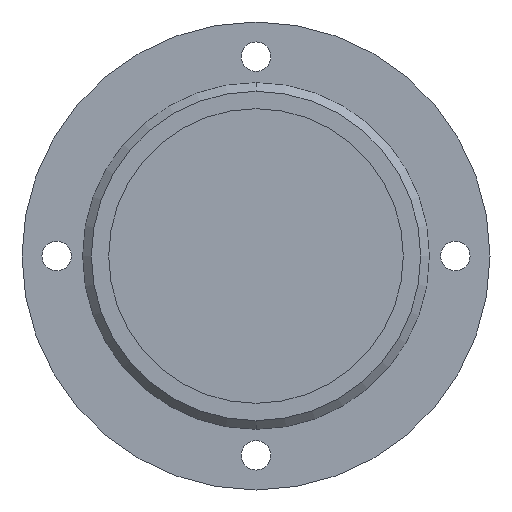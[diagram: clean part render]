
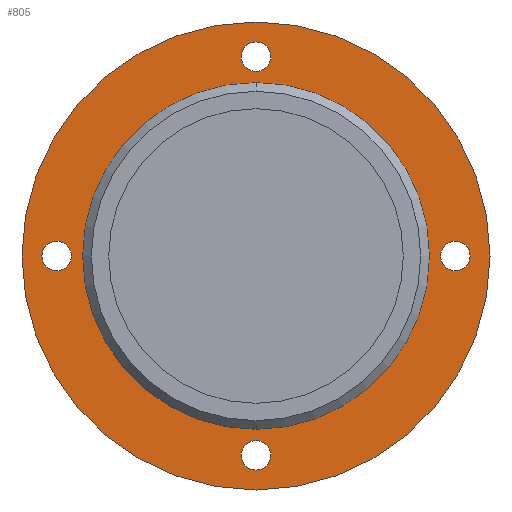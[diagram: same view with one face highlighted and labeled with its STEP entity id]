
A CAD part, front view. The second image highlights one B-rep face of the part: STEP entity #805.
In plain terms, the highlighted planar face has unit normal (0, -1, 0).
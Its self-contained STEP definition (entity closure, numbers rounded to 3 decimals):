
#12 = ORIENTED_EDGE ( 'NONE', *, *, #754, .T. ) ;
#13 = VERTEX_POINT ( 'NONE', #389 ) ;
#15 = CIRCLE ( 'NONE', #339, 1.7 ) ;
#18 = DIRECTION ( 'NONE',  ( 0., -1., 0. ) ) ;
#19 = AXIS2_PLACEMENT_3D ( 'NONE', #172, #638, #828 ) ;
#30 = AXIS2_PLACEMENT_3D ( 'NONE', #45, #827, #96 ) ;
#39 = CARTESIAN_POINT ( 'NONE',  ( 0., 0., -24.7 ) ) ;
#41 = CARTESIAN_POINT ( 'NONE',  ( 0., 0., -27. ) ) ;
#45 = CARTESIAN_POINT ( 'NONE',  ( 0., 0., 23. ) ) ;
#53 = CARTESIAN_POINT ( 'NONE',  ( 0., 0., 0. ) ) ;
#67 = EDGE_CURVE ( 'NONE', #486, #13, #703, .T. ) ;
#74 = VERTEX_POINT ( 'NONE', #39 ) ;
#86 = VERTEX_POINT ( 'NONE', #547 ) ;
#89 = CARTESIAN_POINT ( 'NONE',  ( 0., 0., -21.3 ) ) ;
#92 = CARTESIAN_POINT ( 'NONE',  ( 0., 0., -20. ) ) ;
#96 = DIRECTION ( 'NONE',  ( 0., 0., -1. ) ) ;
#98 = EDGE_LOOP ( 'NONE', ( #149, #319 ) ) ;
#101 = DIRECTION ( 'NONE',  ( 0., 0., -1. ) ) ;
#110 = DIRECTION ( 'NONE',  ( 0., -1., 0. ) ) ;
#114 = FACE_BOUND ( 'NONE', #120, .T. ) ;
#120 = EDGE_LOOP ( 'NONE', ( #240, #554 ) ) ;
#127 = VERTEX_POINT ( 'NONE', #89 ) ;
#145 = FACE_OUTER_BOUND ( 'NONE', #619, .T. ) ;
#149 = ORIENTED_EDGE ( 'NONE', *, *, #471, .F. ) ;
#152 = CARTESIAN_POINT ( 'NONE',  ( -23., 0., 0. ) ) ;
#162 = DIRECTION ( 'NONE',  ( 0., -1., 0. ) ) ;
#165 = DIRECTION ( 'NONE',  ( 0., 0., -1. ) ) ;
#172 = CARTESIAN_POINT ( 'NONE',  ( 0., 0., 0. ) ) ;
#174 = DIRECTION ( 'NONE',  ( 0., -1., 0. ) ) ;
#178 = CIRCLE ( 'NONE', #476, 1.7 ) ;
#180 = VERTEX_POINT ( 'NONE', #238 ) ;
#189 = EDGE_CURVE ( 'NONE', #663, #737, #450, .T. ) ;
#192 = CIRCLE ( 'NONE', #616, 27. ) ;
#207 = AXIS2_PLACEMENT_3D ( 'NONE', #429, #496, #376 ) ;
#216 = CARTESIAN_POINT ( 'NONE',  ( 0., 0., 23. ) ) ;
#220 = FACE_BOUND ( 'NONE', #695, .T. ) ;
#221 = DIRECTION ( 'NONE',  ( 0., 0., -1. ) ) ;
#237 = FACE_BOUND ( 'NONE', #516, .T. ) ;
#238 = CARTESIAN_POINT ( 'NONE',  ( 0., 0., 21.3 ) ) ;
#240 = ORIENTED_EDGE ( 'NONE', *, *, #67, .F. ) ;
#252 = VERTEX_POINT ( 'NONE', #512 ) ;
#272 = CARTESIAN_POINT ( 'NONE',  ( 23., 0., -1.7 ) ) ;
#284 = CARTESIAN_POINT ( 'NONE',  ( 0., 0., 27. ) ) ;
#289 = CIRCLE ( 'NONE', #749, 20. ) ;
#290 = CIRCLE ( 'NONE', #30, 1.7 ) ;
#298 = CARTESIAN_POINT ( 'NONE',  ( 23., 0., 1.7 ) ) ;
#300 = CARTESIAN_POINT ( 'NONE',  ( 0., 0., 0. ) ) ;
#301 = CARTESIAN_POINT ( 'NONE',  ( -23., 0., 1.7 ) ) ;
#303 = FACE_BOUND ( 'NONE', #685, .T. ) ;
#319 = ORIENTED_EDGE ( 'NONE', *, *, #395, .F. ) ;
#333 = DIRECTION ( 'NONE',  ( 0., 0., -1. ) ) ;
#339 = AXIS2_PLACEMENT_3D ( 'NONE', #594, #602, #333 ) ;
#342 = EDGE_CURVE ( 'NONE', #758, #371, #15, .T. ) ;
#367 = DIRECTION ( 'NONE',  ( 0., 0., -1. ) ) ;
#368 = AXIS2_PLACEMENT_3D ( 'NONE', #440, #174, #576 ) ;
#371 = VERTEX_POINT ( 'NONE', #272 ) ;
#376 = DIRECTION ( 'NONE',  ( 0., 0., -1. ) ) ;
#384 = EDGE_CURVE ( 'NONE', #252, #180, #590, .T. ) ;
#389 = CARTESIAN_POINT ( 'NONE',  ( -23., 0., -1.7 ) ) ;
#395 = EDGE_CURVE ( 'NONE', #86, #625, #813, .T. ) ;
#402 = AXIS2_PLACEMENT_3D ( 'NONE', #752, #162, #691 ) ;
#426 = ORIENTED_EDGE ( 'NONE', *, *, #689, .F. ) ;
#427 = EDGE_CURVE ( 'NONE', #13, #486, #482, .T. ) ;
#429 = CARTESIAN_POINT ( 'NONE',  ( 27., 0., 0. ) ) ;
#430 = PLANE ( 'NONE',  #207 ) ;
#436 = CARTESIAN_POINT ( 'NONE',  ( 0., 0., -23. ) ) ;
#440 = CARTESIAN_POINT ( 'NONE',  ( 23., 0., 0. ) ) ;
#450 = CIRCLE ( 'NONE', #19, 27. ) ;
#452 = ORIENTED_EDGE ( 'NONE', *, *, #793, .F. ) ;
#458 = CIRCLE ( 'NONE', #368, 1.7 ) ;
#465 = DIRECTION ( 'NONE',  ( 0., 0., -1. ) ) ;
#471 = EDGE_CURVE ( 'NONE', #625, #86, #289, .T. ) ;
#473 = ORIENTED_EDGE ( 'NONE', *, *, #189, .T. ) ;
#476 = AXIS2_PLACEMENT_3D ( 'NONE', #436, #110, #101 ) ;
#482 = CIRCLE ( 'NONE', #807, 1.7 ) ;
#484 = EDGE_CURVE ( 'NONE', #371, #758, #458, .T. ) ;
#486 = VERTEX_POINT ( 'NONE', #301 ) ;
#496 = DIRECTION ( 'NONE',  ( 0., -1., 0. ) ) ;
#511 = AXIS2_PLACEMENT_3D ( 'NONE', #549, #606, #801 ) ;
#512 = CARTESIAN_POINT ( 'NONE',  ( 0., 0., 24.7 ) ) ;
#516 = EDGE_LOOP ( 'NONE', ( #518, #537 ) ) ;
#518 = ORIENTED_EDGE ( 'NONE', *, *, #342, .F. ) ;
#537 = ORIENTED_EDGE ( 'NONE', *, *, #484, .F. ) ;
#547 = CARTESIAN_POINT ( 'NONE',  ( 0., 0., 20. ) ) ;
#549 = CARTESIAN_POINT ( 'NONE',  ( 0., 0., 0. ) ) ;
#552 = ORIENTED_EDGE ( 'NONE', *, *, #384, .F. ) ;
#554 = ORIENTED_EDGE ( 'NONE', *, *, #427, .F. ) ;
#566 = DIRECTION ( 'NONE',  ( 0., -1., 0. ) ) ;
#569 = FACE_BOUND ( 'NONE', #98, .T. ) ;
#576 = DIRECTION ( 'NONE',  ( 0., 0., -1. ) ) ;
#583 = ORIENTED_EDGE ( 'NONE', *, *, #726, .F. ) ;
#590 = CIRCLE ( 'NONE', #766, 1.7 ) ;
#594 = CARTESIAN_POINT ( 'NONE',  ( 23., 0., 0. ) ) ;
#602 = DIRECTION ( 'NONE',  ( 0., -1., 0. ) ) ;
#606 = DIRECTION ( 'NONE',  ( 0., -1., 0. ) ) ;
#613 = DIRECTION ( 'NONE',  ( 0., -1., 0. ) ) ;
#616 = AXIS2_PLACEMENT_3D ( 'NONE', #300, #762, #165 ) ;
#619 = EDGE_LOOP ( 'NONE', ( #12, #473 ) ) ;
#625 = VERTEX_POINT ( 'NONE', #92 ) ;
#632 = CIRCLE ( 'NONE', #719, 1.7 ) ;
#638 = DIRECTION ( 'NONE',  ( 0., -1., 0. ) ) ;
#663 = VERTEX_POINT ( 'NONE', #284 ) ;
#685 = EDGE_LOOP ( 'NONE', ( #552, #452 ) ) ;
#689 = EDGE_CURVE ( 'NONE', #127, #74, #178, .T. ) ;
#691 = DIRECTION ( 'NONE',  ( 0., 0., -1. ) ) ;
#695 = EDGE_LOOP ( 'NONE', ( #426, #583 ) ) ;
#703 = CIRCLE ( 'NONE', #402, 1.7 ) ;
#707 = DIRECTION ( 'NONE',  ( 0., 0., -1. ) ) ;
#719 = AXIS2_PLACEMENT_3D ( 'NONE', #753, #566, #367 ) ;
#726 = EDGE_CURVE ( 'NONE', #74, #127, #632, .T. ) ;
#737 = VERTEX_POINT ( 'NONE', #41 ) ;
#749 = AXIS2_PLACEMENT_3D ( 'NONE', #53, #825, #707 ) ;
#752 = CARTESIAN_POINT ( 'NONE',  ( -23., 0., 0. ) ) ;
#753 = CARTESIAN_POINT ( 'NONE',  ( 0., 0., -23. ) ) ;
#754 = EDGE_CURVE ( 'NONE', #737, #663, #192, .T. ) ;
#758 = VERTEX_POINT ( 'NONE', #298 ) ;
#762 = DIRECTION ( 'NONE',  ( 0., -1., 0. ) ) ;
#766 = AXIS2_PLACEMENT_3D ( 'NONE', #216, #18, #465 ) ;
#793 = EDGE_CURVE ( 'NONE', #180, #252, #290, .T. ) ;
#801 = DIRECTION ( 'NONE',  ( 0., 0., -1. ) ) ;
#805 = ADVANCED_FACE ( 'NONE', ( #220, #237, #303, #114, #145, #569 ), #430, .T. ) ;
#807 = AXIS2_PLACEMENT_3D ( 'NONE', #152, #613, #221 ) ;
#813 = CIRCLE ( 'NONE', #511, 20. ) ;
#825 = DIRECTION ( 'NONE',  ( 0., -1., 0. ) ) ;
#827 = DIRECTION ( 'NONE',  ( 0., -1., 0. ) ) ;
#828 = DIRECTION ( 'NONE',  ( 0., 0., -1. ) ) ;
